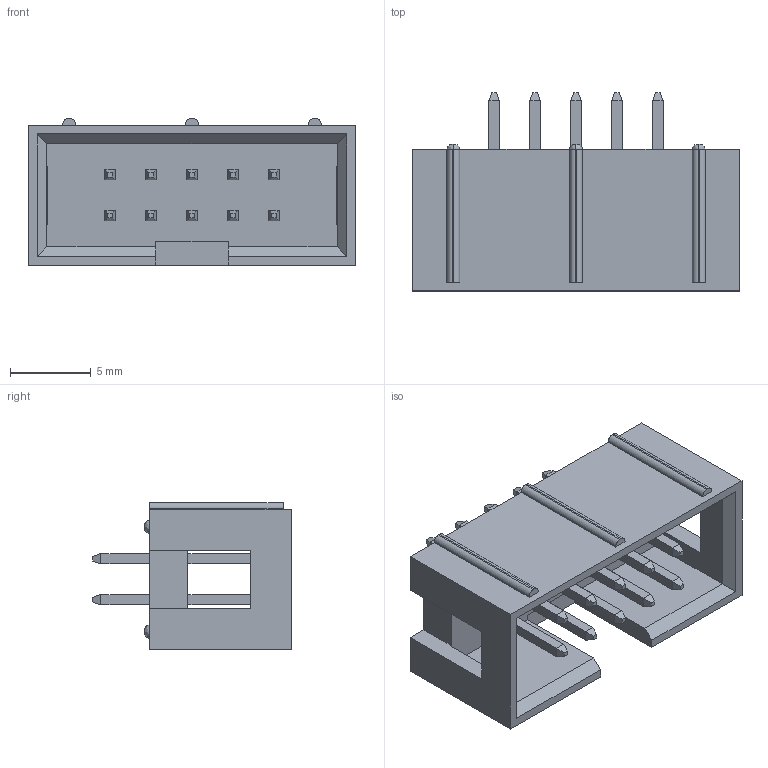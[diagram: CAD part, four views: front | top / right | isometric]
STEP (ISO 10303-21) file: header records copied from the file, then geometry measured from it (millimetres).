
FILE_DESCRIPTION((''),'2;1');
FILE_NAME('G821EUX10XXM00Y','2019-09-16T',('KumarP'),('AFCI'),'CREO PARAMETRIC BY PTC INC, 2016130','CREO PARAMETRIC BY PTC INC, 2016130','');
FILE_SCHEMA(('CONFIG_CONTROL_DESIGN'));
Length unit declared in the file: millimetre
Products named in the file (1): G821EUX10XXM00Y
Bounding box: 20.32 x 12.3 x 9.1 mm (x, y, z)
Volume: 765 mm3; surface area: 1352.4 mm2
Topology: 1 solids, 1 shells, 285 faces, 659 edges, 398 vertices
Faces by surface type: plane 267, bspline 12, cylinder 6
Entity records: 8111 total; most frequent: CARTESIAN_POINT 1666, ORIENTED_EDGE 1318, DIRECTION 1253, EDGE_CURVE 659, VECTOR 611, LINE 611, VERTEX_POINT 398, AXIS2_PLACEMENT_3D 321
